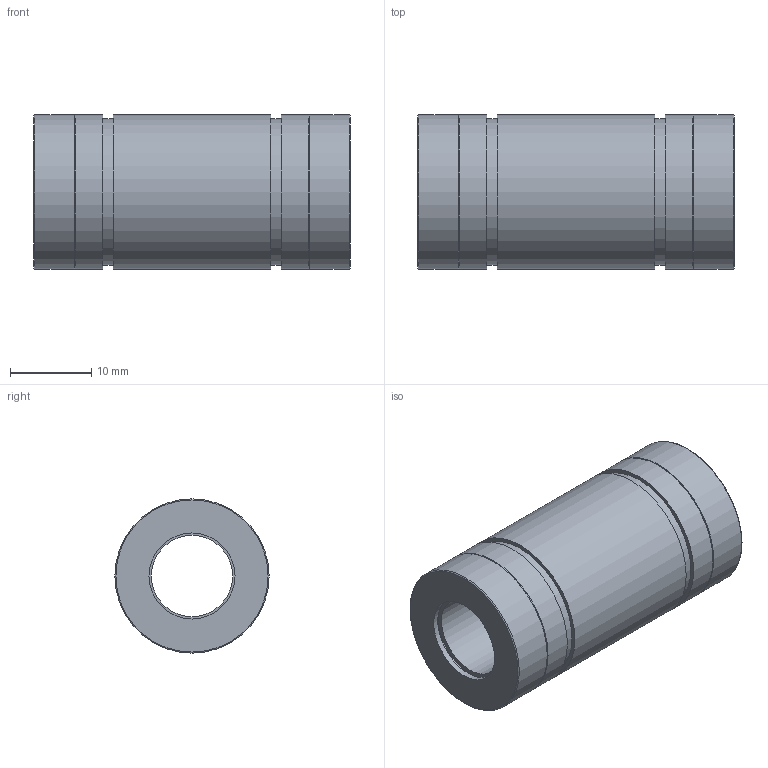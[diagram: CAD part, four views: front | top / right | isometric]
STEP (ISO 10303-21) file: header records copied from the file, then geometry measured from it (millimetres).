
FILE_DESCRIPTION(/* description */ ('STEP AP203'),/* implementation_level */ '2;1');
FILE_NAME(/* name */ 'LM10UU-MX',/* time_stamp */ '2022-08-23T02:40:59+02:00',/* author */ ('License CC BY-ND 4.0'),/* organization */ ('CADENAS'),/* preprocessor_version */ 'ST-DEVELOPER v18.102',/* originating_system */ 'PARTsolutions',/* authorisation */ ' ');
FILE_SCHEMA (('CONFIG_CONTROL_DESIGN'));
Length unit declared in the file: millimetre
Products named in the file (1): LM10UU-MX
Bounding box: 39 x 19 x 19 mm (x, y, z)
Volume: 7890.6 mm3; surface area: 4135 mm2
Topology: 1 solids, 1 shells, 28 faces, 44 edges, 28 vertices
Faces by surface type: plane 12, cylinder 12, torus 4
Full cylindrical faces by diameter (mm): 10 x1, 10.6 x2, 11.2 x2, 18 x2, 19 x5
Entity records: 598 total; most frequent: DIRECTION 114, CARTESIAN_POINT 85, AXIS2_PLACEMENT_3D 57, ORIENTED_EDGE 56, EDGE_LOOP 56, FACE_BOUND 56, EDGE_CURVE 28, VERTEX_POINT 28
